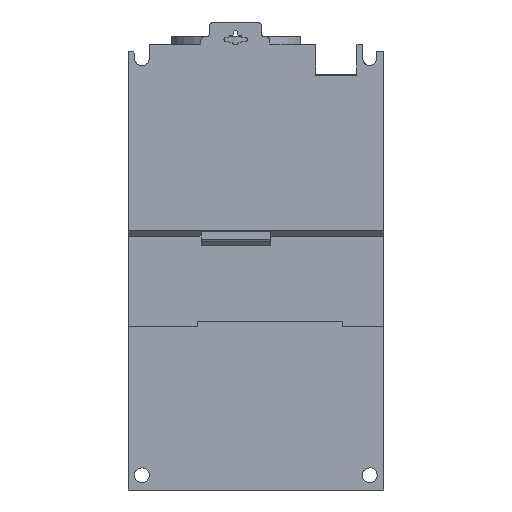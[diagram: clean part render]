
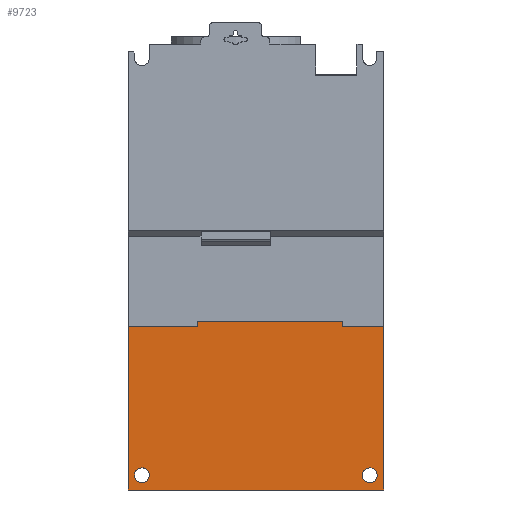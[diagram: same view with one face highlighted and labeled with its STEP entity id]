
A CAD part, front view. The second image highlights one B-rep face of the part: STEP entity #9723.
In plain terms, the highlighted planar face has unit normal (0, -1, 0).
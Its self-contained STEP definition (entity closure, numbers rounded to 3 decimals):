
#831 = DIRECTION ( 'NONE',  ( 1., 0., 0. ) ) ;
#901 = CARTESIAN_POINT ( 'NONE',  ( -50., 0., -21.4 ) ) ;
#1130 = ORIENTED_EDGE ( 'NONE', *, *, #3270, .T. ) ;
#1283 = AXIS2_PLACEMENT_3D ( 'NONE', #16588, #6629, #18237 ) ;
#1291 = CARTESIAN_POINT ( 'NONE',  ( 34., 0., -21.4 ) ) ;
#1410 = CARTESIAN_POINT ( 'NONE',  ( -50., 0., -23.47 ) ) ;
#1845 = VECTOR ( 'NONE', #831, 1000. ) ;
#1903 = VERTEX_POINT ( 'NONE', #8664 ) ;
#1940 = DIRECTION ( 'NONE',  ( 1., 0., 0. ) ) ;
#1947 = VERTEX_POINT ( 'NONE', #18762 ) ;
#2123 = LINE ( 'NONE', #18104, #19332 ) ;
#2135 = CARTESIAN_POINT ( 'NONE',  ( 50., 0., -87.273 ) ) ;
#2691 = CARTESIAN_POINT ( 'NONE',  ( -50.439, 0., -84.453 ) ) ;
#2693 = ORIENTED_EDGE ( 'NONE', *, *, #12492, .T. ) ;
#2790 = ORIENTED_EDGE ( 'NONE', *, *, #10544, .T. ) ;
#2833 = EDGE_LOOP ( 'NONE', ( #4345, #1130 ) ) ;
#2890 = CARTESIAN_POINT ( 'NONE',  ( -50., 0., -23.47 ) ) ;
#2965 = CARTESIAN_POINT ( 'NONE',  ( 34., 0., -23.47 ) ) ;
#3164 = DIRECTION ( 'NONE',  ( 0., 0., 1. ) ) ;
#3270 = EDGE_CURVE ( 'NONE', #9833, #20581, #21077, .T. ) ;
#3570 = VECTOR ( 'NONE', #1940, 1000. ) ;
#3645 = CARTESIAN_POINT ( 'NONE',  ( -44.616, 0., -78.629 ) ) ;
#3825 = EDGE_LOOP ( 'NONE', ( #2790, #4416 ) ) ;
#3838 = LINE ( 'NONE', #5647, #12208 ) ;
#4071 = CARTESIAN_POINT ( 'NONE',  ( 38.657, 0., -84.456 ) ) ;
#4182 = ORIENTED_EDGE ( 'NONE', *, *, #7203, .F. ) ;
#4345 = ORIENTED_EDGE ( 'NONE', *, *, #11208, .T. ) ;
#4416 = ORIENTED_EDGE ( 'NONE', *, *, #8835, .T. ) ;
#4618 = CARTESIAN_POINT ( 'NONE',  ( 50., 0., -23.47 ) ) ;
#4645 = VECTOR ( 'NONE', #16963, 1000. ) ;
#4729 = ORIENTED_EDGE ( 'NONE', *, *, #12252, .F. ) ;
#5189 = CARTESIAN_POINT ( 'NONE',  ( 44.488, 0., -78.625 ) ) ;
#5197 = LINE ( 'NONE', #18614, #4645 ) ;
#5647 = CARTESIAN_POINT ( 'NONE',  ( -23., 0., -23.47 ) ) ;
#5650 = VERTEX_POINT ( 'NONE', #9894 ) ;
#5767 = CARTESIAN_POINT ( 'NONE',  ( 44.488, 0., -78.625 ) ) ;
#5861 = CARTESIAN_POINT ( 'NONE',  ( -44.616, 0., -78.629 ) ) ;
#6077 = CARTESIAN_POINT ( 'NONE',  ( -44.616, 0., -78.629 ) ) ;
#6313 = ORIENTED_EDGE ( 'NONE', *, *, #21498, .T. ) ;
#6629 = DIRECTION ( 'NONE',  ( 0., -1., 0. ) ) ;
#7081 = VECTOR ( 'NONE', #16302, 1000. ) ;
#7203 = EDGE_CURVE ( 'NONE', #9876, #19698, #2123, .T. ) ;
#7370 = DIRECTION ( 'NONE',  ( 0., 0., -1. ) ) ;
#7542 = LINE ( 'NONE', #901, #11941 ) ;
#7581 = CARTESIAN_POINT ( 'NONE',  ( -38.792, 0., -78.629 ) ) ;
#7618 = LINE ( 'NONE', #2965, #20285 ) ;
#7979 = CARTESIAN_POINT ( 'NONE',  ( 44.488, 0., -84.456 ) ) ;
#8082 = LINE ( 'NONE', #2890, #3570 ) ;
#8149 = DIRECTION ( 'NONE',  ( 0., 0., 1. ) ) ;
#8573 =( BOUNDED_CURVE ( )  B_SPLINE_CURVE ( 3, ( #16218, #14540, #17873, #7979 ),
 .UNSPECIFIED., .F., .T. ) 
 B_SPLINE_CURVE_WITH_KNOTS ( ( 4, 4 ),
 ( 3.142, 6.283 ),
 .UNSPECIFIED. ) 
 CURVE ( )  GEOMETRIC_REPRESENTATION_ITEM ( )  RATIONAL_B_SPLINE_CURVE ( ( 1., 0.333, 0.333, 1. ) ) 
 REPRESENTATION_ITEM ( '' )  );
#8664 = CARTESIAN_POINT ( 'NONE',  ( 50., 0., -23.47 ) ) ;
#8701 = CARTESIAN_POINT ( 'NONE',  ( -50., 0., -87.273 ) ) ;
#8835 = EDGE_CURVE ( 'NONE', #1947, #12830, #15473, .T. ) ;
#9276 = CARTESIAN_POINT ( 'NONE',  ( -44.616, 0., -84.453 ) ) ;
#9426 = CARTESIAN_POINT ( 'NONE',  ( -44.616, 0., -84.453 ) ) ;
#9723 = ADVANCED_FACE ( 'NONE', ( #17256, #12834, #13359 ), #21361, .T. ) ;
#9833 = VERTEX_POINT ( 'NONE', #15250 ) ;
#9876 = VERTEX_POINT ( 'NONE', #8701 ) ;
#9894 = CARTESIAN_POINT ( 'NONE',  ( -23., 0., -21.4 ) ) ;
#10094 = ORIENTED_EDGE ( 'NONE', *, *, #20883, .T. ) ;
#10224 = VERTEX_POINT ( 'NONE', #1291 ) ;
#10544 = EDGE_CURVE ( 'NONE', #12830, #1947, #11443, .T. ) ;
#10956 = EDGE_CURVE ( 'NONE', #15571, #1903, #5197, .T. ) ;
#11208 = EDGE_CURVE ( 'NONE', #20581, #9833, #8573, .T. ) ;
#11443 =( BOUNDED_CURVE ( )  B_SPLINE_CURVE ( 3, ( #5861, #7581, #19130, #9276 ),
 .UNSPECIFIED., .F., .F. ) 
 B_SPLINE_CURVE_WITH_KNOTS ( ( 4, 4 ),
 ( 3.142, 6.283 ),
 .UNSPECIFIED. ) 
 CURVE ( )  GEOMETRIC_REPRESENTATION_ITEM ( )  RATIONAL_B_SPLINE_CURVE ( ( 1., 0.333, 0.333, 1. ) ) 
 REPRESENTATION_ITEM ( '' )  );
#11941 = VECTOR ( 'NONE', #20888, 1000. ) ;
#12208 = VECTOR ( 'NONE', #7370, 1000. ) ;
#12252 = EDGE_CURVE ( 'NONE', #19698, #12447, #8082, .T. ) ;
#12378 = EDGE_CURVE ( 'NONE', #5650, #12447, #3838, .T. ) ;
#12447 = VERTEX_POINT ( 'NONE', #14175 ) ;
#12492 = EDGE_CURVE ( 'NONE', #10224, #5650, #7542, .T. ) ;
#12559 = CARTESIAN_POINT ( 'NONE',  ( -50., 0., -87.273 ) ) ;
#12830 = VERTEX_POINT ( 'NONE', #3645 ) ;
#12834 = FACE_BOUND ( 'NONE', #3825, .T. ) ;
#13359 = FACE_BOUND ( 'NONE', #2833, .T. ) ;
#14175 = CARTESIAN_POINT ( 'NONE',  ( -23., 0., -23.47 ) ) ;
#14540 = CARTESIAN_POINT ( 'NONE',  ( 50.319, 0., -78.625 ) ) ;
#15250 = CARTESIAN_POINT ( 'NONE',  ( 44.488, 0., -84.456 ) ) ;
#15473 =( BOUNDED_CURVE ( )  B_SPLINE_CURVE ( 3, ( #9426, #2691, #16044, #6077 ),
 .UNSPECIFIED., .F., .T. ) 
 B_SPLINE_CURVE_WITH_KNOTS ( ( 4, 4 ),
 ( 0., 3.142 ),
 .UNSPECIFIED. ) 
 CURVE ( )  GEOMETRIC_REPRESENTATION_ITEM ( )  RATIONAL_B_SPLINE_CURVE ( ( 1., 0.333, 0.333, 1. ) ) 
 REPRESENTATION_ITEM ( '' )  );
#15504 = EDGE_CURVE ( 'NONE', #15571, #10224, #7618, .T. ) ;
#15571 = VERTEX_POINT ( 'NONE', #18331 ) ;
#15608 = ORIENTED_EDGE ( 'NONE', *, *, #15504, .T. ) ;
#15736 = CARTESIAN_POINT ( 'NONE',  ( 44.488, 0., -84.456 ) ) ;
#15883 = LINE ( 'NONE', #4618, #7081 ) ;
#16044 = CARTESIAN_POINT ( 'NONE',  ( -50.439, 0., -78.629 ) ) ;
#16218 = CARTESIAN_POINT ( 'NONE',  ( 44.488, 0., -78.625 ) ) ;
#16302 = DIRECTION ( 'NONE',  ( 0., 0., 1. ) ) ;
#16588 = CARTESIAN_POINT ( 'NONE',  ( -50., 0., -23.47 ) ) ;
#16963 = DIRECTION ( 'NONE',  ( 1., 0., 0. ) ) ;
#17256 = FACE_OUTER_BOUND ( 'NONE', #19267, .T. ) ;
#17873 = CARTESIAN_POINT ( 'NONE',  ( 50.319, 0., -84.456 ) ) ;
#18104 = CARTESIAN_POINT ( 'NONE',  ( -50., 0., 0. ) ) ;
#18237 = DIRECTION ( 'NONE',  ( 0., 0., -1. ) ) ;
#18331 = CARTESIAN_POINT ( 'NONE',  ( 34., 0., -23.47 ) ) ;
#18585 = ORIENTED_EDGE ( 'NONE', *, *, #12378, .T. ) ;
#18614 = CARTESIAN_POINT ( 'NONE',  ( -50., 0., -23.47 ) ) ;
#18762 = CARTESIAN_POINT ( 'NONE',  ( -44.616, 0., -84.453 ) ) ;
#19066 = LINE ( 'NONE', #12559, #1845 ) ;
#19130 = CARTESIAN_POINT ( 'NONE',  ( -38.792, 0., -84.453 ) ) ;
#19267 = EDGE_LOOP ( 'NONE', ( #4182, #10094, #6313, #19762, #15608, #2693, #18585, #4729 ) ) ;
#19332 = VECTOR ( 'NONE', #3164, 1000. ) ;
#19698 = VERTEX_POINT ( 'NONE', #1410 ) ;
#19762 = ORIENTED_EDGE ( 'NONE', *, *, #10956, .F. ) ;
#19964 = VERTEX_POINT ( 'NONE', #2135 ) ;
#20285 = VECTOR ( 'NONE', #8149, 1000. ) ;
#20581 = VERTEX_POINT ( 'NONE', #5189 ) ;
#20649 = CARTESIAN_POINT ( 'NONE',  ( 38.657, 0., -78.625 ) ) ;
#20883 = EDGE_CURVE ( 'NONE', #9876, #19964, #19066, .T. ) ;
#20888 = DIRECTION ( 'NONE',  ( -1., 0., 0. ) ) ;
#21077 =( BOUNDED_CURVE ( )  B_SPLINE_CURVE ( 3, ( #15736, #4071, #20649, #5767 ),
 .UNSPECIFIED., .F., .T. ) 
 B_SPLINE_CURVE_WITH_KNOTS ( ( 4, 4 ),
 ( 0., 3.142 ),
 .UNSPECIFIED. ) 
 CURVE ( )  GEOMETRIC_REPRESENTATION_ITEM ( )  RATIONAL_B_SPLINE_CURVE ( ( 1., 0.333, 0.333, 1. ) ) 
 REPRESENTATION_ITEM ( '' )  );
#21361 = PLANE ( 'NONE',  #1283 ) ;
#21498 = EDGE_CURVE ( 'NONE', #19964, #1903, #15883, .T. ) ;
